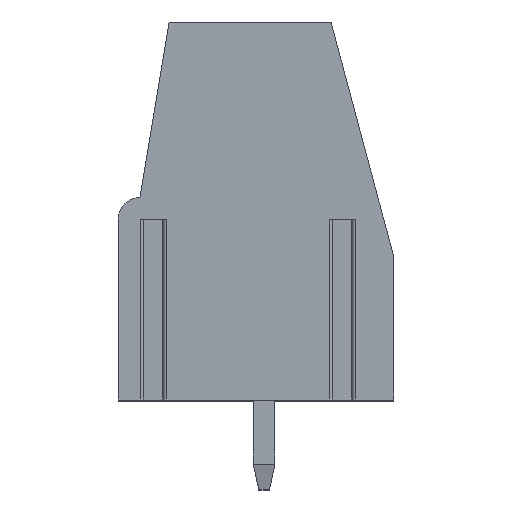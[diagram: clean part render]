
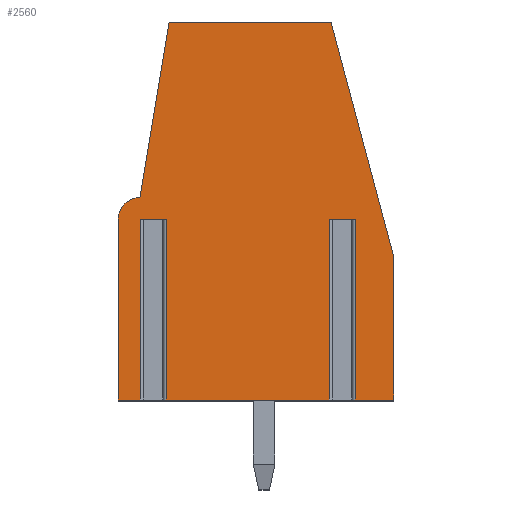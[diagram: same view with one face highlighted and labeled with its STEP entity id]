
A CAD part, top view. The second image highlights one B-rep face of the part: STEP entity #2560.
In plain terms, the highlighted planar face has unit normal (0, 0, 1).
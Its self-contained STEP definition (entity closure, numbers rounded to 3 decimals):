
#35=DIRECTION('',(1.,0.,0.));
#36=VECTOR('',#35,0.958);
#37=CARTESIAN_POINT('',(-3.979,1.095,18.75));
#38=LINE('',#37,#36);
#39=DIRECTION('',(0.,1.,0.));
#40=VECTOR('',#39,6.7);
#41=CARTESIAN_POINT('',(-3.979,-5.605,18.75));
#42=LINE('',#41,#40);
#43=DIRECTION('',(-1.,0.,0.));
#44=VECTOR('',#43,0.821);
#45=CARTESIAN_POINT('',(-3.979,-5.605,18.75));
#46=LINE('',#45,#44);
#47=DIRECTION('',(0.,1.,0.));
#48=VECTOR('',#47,6.7);
#49=CARTESIAN_POINT('',(-4.8,-5.605,18.75));
#50=LINE('',#49,#48);
#51=CARTESIAN_POINT('',(-4.,1.095,18.75));
#52=DIRECTION('',(0.,0.,-1.));
#53=DIRECTION('',(-1.,0.,0.));
#54=AXIS2_PLACEMENT_3D('',#51,#52,#53);
#56=DIRECTION('',(0.164,0.986,0.));
#57=VECTOR('',#56,6.589);
#58=CARTESIAN_POINT('',(-3.999,1.895,18.75));
#59=LINE('',#58,#57);
#60=DIRECTION('',(1.,0.,0.));
#61=VECTOR('',#60,6.);
#62=CARTESIAN_POINT('',(-2.92,8.395,18.75));
#63=LINE('',#62,#61);
#64=DIRECTION('',(0.258,-0.966,0.));
#65=VECTOR('',#64,9.004);
#66=CARTESIAN_POINT('',(3.08,8.395,18.75));
#67=LINE('',#66,#65);
#68=DIRECTION('',(0.,-1.,0.));
#69=VECTOR('',#68,5.3);
#70=CARTESIAN_POINT('',(5.4,-0.305,18.75));
#71=LINE('',#70,#69);
#72=DIRECTION('',(-1.,0.,0.));
#73=VECTOR('',#72,1.421);
#74=CARTESIAN_POINT('',(5.4,-5.605,18.75));
#75=LINE('',#74,#73);
#76=DIRECTION('',(0.,1.,0.));
#77=VECTOR('',#76,6.7);
#78=CARTESIAN_POINT('',(3.979,-5.605,18.75));
#79=LINE('',#78,#77);
#80=DIRECTION('',(1.,0.,0.));
#81=VECTOR('',#80,0.958);
#82=CARTESIAN_POINT('',(3.021,1.095,18.75));
#83=LINE('',#82,#81);
#84=DIRECTION('',(0.,1.,0.));
#85=VECTOR('',#84,6.7);
#86=CARTESIAN_POINT('',(3.021,-5.605,18.75));
#87=LINE('',#86,#85);
#88=DIRECTION('',(-1.,0.,0.));
#89=VECTOR('',#88,6.042);
#90=CARTESIAN_POINT('',(3.021,-5.605,18.75));
#91=LINE('',#90,#89);
#92=DIRECTION('',(0.,1.,0.));
#93=VECTOR('',#92,6.7);
#94=CARTESIAN_POINT('',(-3.021,-5.605,18.75));
#95=LINE('',#94,#93);
#1975=CARTESIAN_POINT('',(-3.999,1.895,18.75));
#1976=CARTESIAN_POINT('',(-2.92,8.395,18.75));
#1977=VERTEX_POINT('',#1975);
#1978=VERTEX_POINT('',#1976);
#1979=CARTESIAN_POINT('',(-4.8,1.095,18.75));
#1980=VERTEX_POINT('',#1979);
#1981=CARTESIAN_POINT('',(-4.8,-5.605,18.75));
#1982=VERTEX_POINT('',#1981);
#1983=CARTESIAN_POINT('',(5.4,-0.305,18.75));
#1984=CARTESIAN_POINT('',(5.4,-5.605,18.75));
#1985=VERTEX_POINT('',#1983);
#1986=VERTEX_POINT('',#1984);
#1987=CARTESIAN_POINT('',(3.08,8.395,18.75));
#1988=VERTEX_POINT('',#1987);
#2075=CARTESIAN_POINT('',(-3.979,1.095,18.75));
#2076=CARTESIAN_POINT('',(-3.021,1.095,18.75));
#2077=VERTEX_POINT('',#2075);
#2078=VERTEX_POINT('',#2076);
#2079=CARTESIAN_POINT('',(3.021,1.095,18.75));
#2080=CARTESIAN_POINT('',(3.979,1.095,18.75));
#2081=VERTEX_POINT('',#2079);
#2082=VERTEX_POINT('',#2080);
#2083=CARTESIAN_POINT('',(3.021,-5.605,18.75));
#2084=VERTEX_POINT('',#2083);
#2085=CARTESIAN_POINT('',(3.979,-5.605,18.75));
#2086=VERTEX_POINT('',#2085);
#2087=CARTESIAN_POINT('',(-3.979,-5.605,18.75));
#2088=VERTEX_POINT('',#2087);
#2089=CARTESIAN_POINT('',(-3.021,-5.605,18.75));
#2090=VERTEX_POINT('',#2089);
#2523=CARTESIAN_POINT('',(0.,0.,18.75));
#2524=DIRECTION('',(0.,0.,1.));
#2525=DIRECTION('',(1.,0.,0.));
#2526=AXIS2_PLACEMENT_3D('',#2523,#2524,#2525);
#2527=PLANE('',#2526);
#2529=ORIENTED_EDGE('',*,*,#2528,.F.);
#2531=ORIENTED_EDGE('',*,*,#2530,.F.);
#2533=ORIENTED_EDGE('',*,*,#2532,.T.);
#2535=ORIENTED_EDGE('',*,*,#2534,.T.);
#2537=ORIENTED_EDGE('',*,*,#2536,.T.);
#2539=ORIENTED_EDGE('',*,*,#2538,.T.);
#2541=ORIENTED_EDGE('',*,*,#2540,.T.);
#2543=ORIENTED_EDGE('',*,*,#2542,.T.);
#2545=ORIENTED_EDGE('',*,*,#2544,.T.);
#2547=ORIENTED_EDGE('',*,*,#2546,.T.);
#2549=ORIENTED_EDGE('',*,*,#2548,.T.);
#2551=ORIENTED_EDGE('',*,*,#2550,.F.);
#2553=ORIENTED_EDGE('',*,*,#2552,.F.);
#2555=ORIENTED_EDGE('',*,*,#2554,.T.);
#2557=ORIENTED_EDGE('',*,*,#2556,.T.);
#2558=EDGE_LOOP('',(#2529,#2531,#2533,#2535,#2537,#2539,#2541,#2543,#2545,#2547,
#2549,#2551,#2553,#2555,#2557));
#2559=FACE_OUTER_BOUND('',#2558,.F.);
#55=CIRCLE('',#54,0.8);
#2528=EDGE_CURVE('',#2077,#2078,#38,.T.);
#2530=EDGE_CURVE('',#2088,#2077,#42,.T.);
#2532=EDGE_CURVE('',#2088,#1982,#46,.T.);
#2534=EDGE_CURVE('',#1982,#1980,#50,.T.);
#2536=EDGE_CURVE('',#1980,#1977,#55,.T.);
#2538=EDGE_CURVE('',#1977,#1978,#59,.T.);
#2540=EDGE_CURVE('',#1978,#1988,#63,.T.);
#2542=EDGE_CURVE('',#1988,#1985,#67,.T.);
#2544=EDGE_CURVE('',#1985,#1986,#71,.T.);
#2546=EDGE_CURVE('',#1986,#2086,#75,.T.);
#2548=EDGE_CURVE('',#2086,#2082,#79,.T.);
#2550=EDGE_CURVE('',#2081,#2082,#83,.T.);
#2552=EDGE_CURVE('',#2084,#2081,#87,.T.);
#2554=EDGE_CURVE('',#2084,#2090,#91,.T.);
#2556=EDGE_CURVE('',#2090,#2078,#95,.T.);
#2560=ADVANCED_FACE('',(#2559),#2527,.T.);
